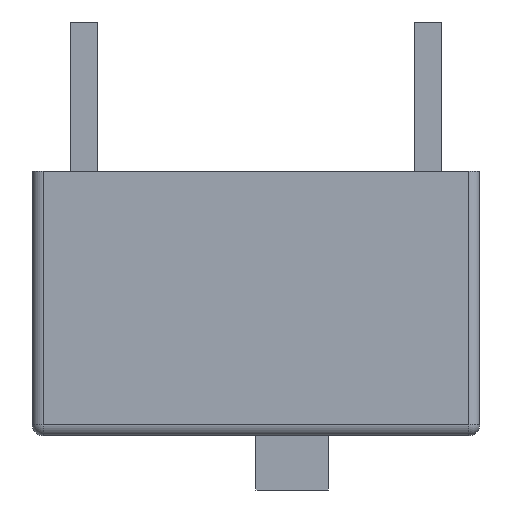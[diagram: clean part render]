
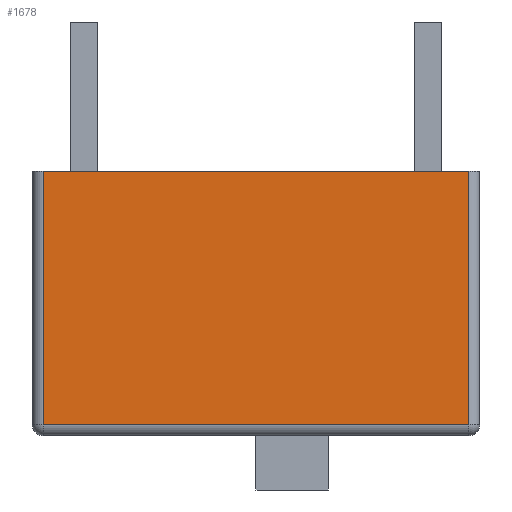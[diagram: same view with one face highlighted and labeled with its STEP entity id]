
A CAD part, left-side view. The second image highlights one B-rep face of the part: STEP entity #1678.
In plain terms, the highlighted planar face has unit normal (-1, 0, 0).
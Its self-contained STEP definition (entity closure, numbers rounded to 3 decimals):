
#178 = VERTEX_POINT ( 'NONE', #4551 ) ;
#602 = PLANE ( 'NONE',  #6020 ) ;
#917 = CARTESIAN_POINT ( 'NONE',  ( -12.11, -4.7, 5.85 ) ) ;
#966 = DIRECTION ( 'NONE',  ( 0., 0., 1. ) ) ;
#1019 = CARTESIAN_POINT ( 'NONE',  ( -12.11, -4.7, 0.25 ) ) ;
#1125 = DIRECTION ( 'NONE',  ( 1., 0., 0. ) ) ;
#1347 = VECTOR ( 'NONE', #1949, 1000. ) ;
#1678 = ADVANCED_FACE ( 'NONE', ( #5994 ), #602, .F. ) ;
#1737 = CARTESIAN_POINT ( 'NONE',  ( -12.11, 4.95, 5.85 ) ) ;
#1949 = DIRECTION ( 'NONE',  ( 0., -1., 0. ) ) ;
#2254 = VERTEX_POINT ( 'NONE', #4359 ) ;
#2337 = ORIENTED_EDGE ( 'NONE', *, *, #5593, .T. ) ;
#2385 = EDGE_CURVE ( 'NONE', #178, #5122, #4834, .T. ) ;
#3143 = LINE ( 'NONE', #4589, #1347 ) ;
#3214 = LINE ( 'NONE', #5411, #5160 ) ;
#3222 = LINE ( 'NONE', #917, #5522 ) ;
#3253 = DIRECTION ( 'NONE',  ( 0., -1., 0. ) ) ;
#3367 = ORIENTED_EDGE ( 'NONE', *, *, #6625, .T. ) ;
#3547 = CARTESIAN_POINT ( 'NONE',  ( -12.11, -4.7, 5.85 ) ) ;
#3906 = DIRECTION ( 'NONE',  ( 0., 0., -1. ) ) ;
#3916 = VECTOR ( 'NONE', #3253, 1000. ) ;
#4121 = VERTEX_POINT ( 'NONE', #1019 ) ;
#4276 = EDGE_LOOP ( 'NONE', ( #3367, #5566, #6336, #2337 ) ) ;
#4350 = DIRECTION ( 'NONE',  ( 0., 0., -1. ) ) ;
#4359 = CARTESIAN_POINT ( 'NONE',  ( -12.11, 4.7, 0.25 ) ) ;
#4551 = CARTESIAN_POINT ( 'NONE',  ( -12.11, 4.7, 5.85 ) ) ;
#4589 = CARTESIAN_POINT ( 'NONE',  ( -12.11, 4.95, 0.25 ) ) ;
#4834 = LINE ( 'NONE', #6505, #3916 ) ;
#5122 = VERTEX_POINT ( 'NONE', #3547 ) ;
#5160 = VECTOR ( 'NONE', #4350, 1000. ) ;
#5258 = EDGE_CURVE ( 'NONE', #4121, #5122, #3222, .T. ) ;
#5411 = CARTESIAN_POINT ( 'NONE',  ( -12.11, 4.7, 5.85 ) ) ;
#5522 = VECTOR ( 'NONE', #966, 1000. ) ;
#5566 = ORIENTED_EDGE ( 'NONE', *, *, #5258, .T. ) ;
#5593 = EDGE_CURVE ( 'NONE', #178, #2254, #3214, .T. ) ;
#5994 = FACE_OUTER_BOUND ( 'NONE', #4276, .T. ) ;
#6020 = AXIS2_PLACEMENT_3D ( 'NONE', #1737, #1125, #3906 ) ;
#6336 = ORIENTED_EDGE ( 'NONE', *, *, #2385, .F. ) ;
#6505 = CARTESIAN_POINT ( 'NONE',  ( -12.11, 4.95, 5.85 ) ) ;
#6625 = EDGE_CURVE ( 'NONE', #2254, #4121, #3143, .T. ) ;
